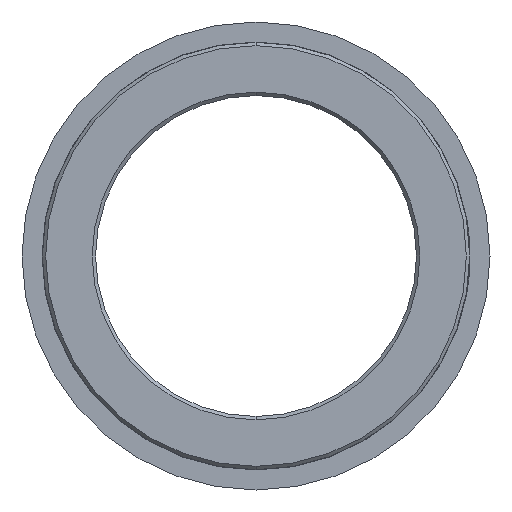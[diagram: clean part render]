
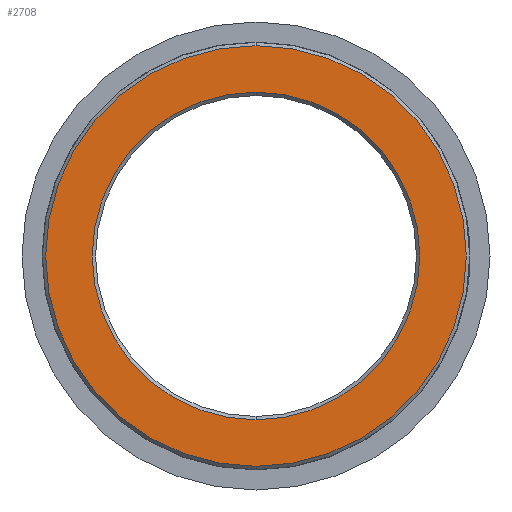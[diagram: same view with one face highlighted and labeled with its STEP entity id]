
A CAD part, front view. The second image highlights one B-rep face of the part: STEP entity #2708.
In plain terms, the highlighted planar face has unit normal (0, -1, 0).
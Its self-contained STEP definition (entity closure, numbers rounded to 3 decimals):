
#44 = CARTESIAN_POINT ( 'NONE',  ( 0., -54.313, 0. ) ) ;
#178 = VERTEX_POINT ( 'NONE', #1820 ) ;
#289 = EDGE_CURVE ( 'NONE', #2520, #178, #2417, .T. ) ;
#444 = AXIS2_PLACEMENT_3D ( 'NONE', #2479, #2488, #831 ) ;
#516 = CARTESIAN_POINT ( 'NONE',  ( 0., -54.313, -31.46 ) ) ;
#524 = CARTESIAN_POINT ( 'NONE',  ( 0., -54.313, 24.5 ) ) ;
#544 = VERTEX_POINT ( 'NONE', #1706 ) ;
#565 = EDGE_CURVE ( 'NONE', #2711, #544, #1938, .T. ) ;
#640 = EDGE_LOOP ( 'NONE', ( #2570, #969 ) ) ;
#729 = FACE_BOUND ( 'NONE', #640, .T. ) ;
#831 = DIRECTION ( 'NONE',  ( 0., 0., -1. ) ) ;
#847 = EDGE_CURVE ( 'NONE', #544, #2711, #1424, .T. ) ;
#850 = ORIENTED_EDGE ( 'NONE', *, *, #847, .T. ) ;
#863 = DIRECTION ( 'NONE',  ( 0., -1., 0. ) ) ;
#877 = ORIENTED_EDGE ( 'NONE', *, *, #565, .T. ) ;
#969 = ORIENTED_EDGE ( 'NONE', *, *, #289, .F. ) ;
#977 = DIRECTION ( 'NONE',  ( 0., 0., -1. ) ) ;
#987 = EDGE_LOOP ( 'NONE', ( #850, #877 ) ) ;
#993 = CARTESIAN_POINT ( 'NONE',  ( 0., -54.313, 0. ) ) ;
#1044 = CARTESIAN_POINT ( 'NONE',  ( 0., -54.313, 0. ) ) ;
#1148 = DIRECTION ( 'NONE',  ( 0., -1., 0. ) ) ;
#1183 = EDGE_CURVE ( 'NONE', #178, #2520, #1249, .T. ) ;
#1220 = FACE_OUTER_BOUND ( 'NONE', #987, .T. ) ;
#1249 = CIRCLE ( 'NONE', #2152, 24.5 ) ;
#1250 = AXIS2_PLACEMENT_3D ( 'NONE', #2569, #1148, #2392 ) ;
#1252 = DIRECTION ( 'NONE',  ( 0., 0., -1. ) ) ;
#1307 = DIRECTION ( 'NONE',  ( 0., 0., -1. ) ) ;
#1424 = CIRCLE ( 'NONE', #444, 31.46 ) ;
#1706 = CARTESIAN_POINT ( 'NONE',  ( 0., -54.313, 31.46 ) ) ;
#1820 = CARTESIAN_POINT ( 'NONE',  ( 0., -54.313, -24.5 ) ) ;
#1938 = CIRCLE ( 'NONE', #2444, 31.46 ) ;
#1945 = PLANE ( 'NONE',  #1250 ) ;
#2152 = AXIS2_PLACEMENT_3D ( 'NONE', #993, #2249, #977 ) ;
#2249 = DIRECTION ( 'NONE',  ( 0., -1., 0. ) ) ;
#2392 = DIRECTION ( 'NONE',  ( 0., 0., -1. ) ) ;
#2417 = CIRCLE ( 'NONE', #2623, 24.5 ) ;
#2444 = AXIS2_PLACEMENT_3D ( 'NONE', #44, #2592, #1307 ) ;
#2479 = CARTESIAN_POINT ( 'NONE',  ( 0., -54.313, 0. ) ) ;
#2488 = DIRECTION ( 'NONE',  ( 0., -1., 0. ) ) ;
#2520 = VERTEX_POINT ( 'NONE', #524 ) ;
#2569 = CARTESIAN_POINT ( 'NONE',  ( 31.46, -54.313, 0. ) ) ;
#2570 = ORIENTED_EDGE ( 'NONE', *, *, #1183, .F. ) ;
#2592 = DIRECTION ( 'NONE',  ( 0., -1., 0. ) ) ;
#2623 = AXIS2_PLACEMENT_3D ( 'NONE', #1044, #863, #1252 ) ;
#2708 = ADVANCED_FACE ( 'NONE', ( #1220, #729 ), #1945, .T. ) ;
#2711 = VERTEX_POINT ( 'NONE', #516 ) ;
